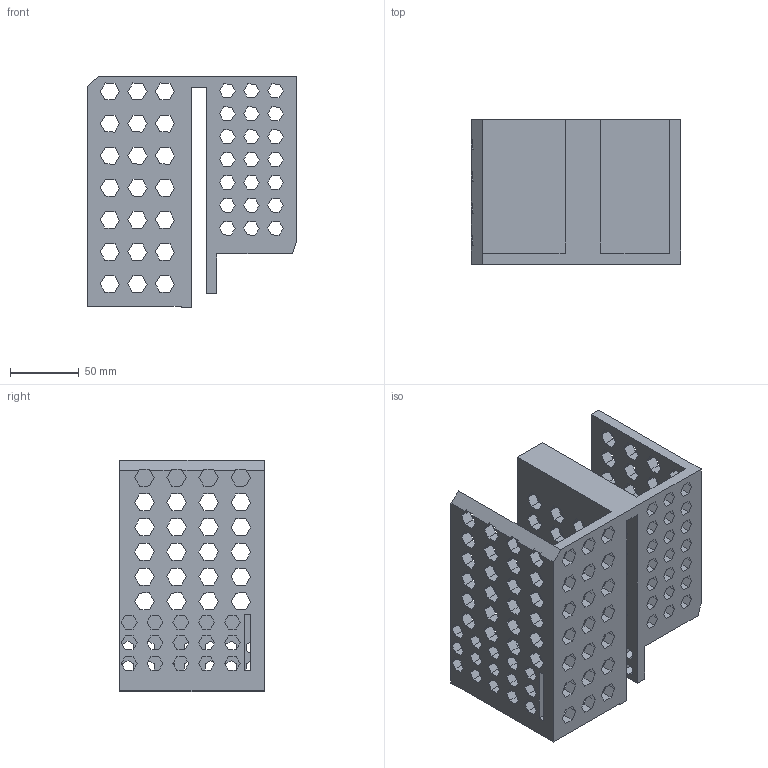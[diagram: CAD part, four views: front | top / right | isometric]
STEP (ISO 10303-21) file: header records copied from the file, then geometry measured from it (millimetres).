
FILE_DESCRIPTION(/* description */ ('','CAx-IF Rec.Pracs.---Representation and Presentation of Product Manufacturing Information (PMI)---4.0---2014-10-13'),/* implementation_level */ '2;1');
FILE_NAME(/* name */ 'chair_tui v666.step',/* time_stamp */ '2025-04-08T21:28:04+08:00',/* author */ (''),/* organization */ (''),/* preprocessor_version */ 'ST-DEVELOPER v20',/* originating_system */ 'Autodesk Translation Framework v13.20.0.188',/* authorisation */ '');
FILE_SCHEMA (('AP242_MANAGED_MODEL_BASED_3D_ENGINEERING_MIM_LF { 1 0 10303 442 1 1 4 }'));
Length unit declared in the file: millimetre
Products named in the file (1): chair_tui
Bounding box: 151.93 x 105 x 168 mm (x, y, z)
Volume: 584390 mm3; surface area: 209426.8 mm2
Topology: 1 solids, 1 shells, 1076 faces, 3233 edges, 2155 vertices
Faces by surface type: plane 1076
Entity records: 36286 total; most frequent: ORIENTED_EDGE 6466, CARTESIAN_POINT 6465, DIRECTION 5387, LINE 3233, VECTOR 3233, EDGE_CURVE 3233, VERTEX_POINT 2155, EDGE_LOOP 1424
